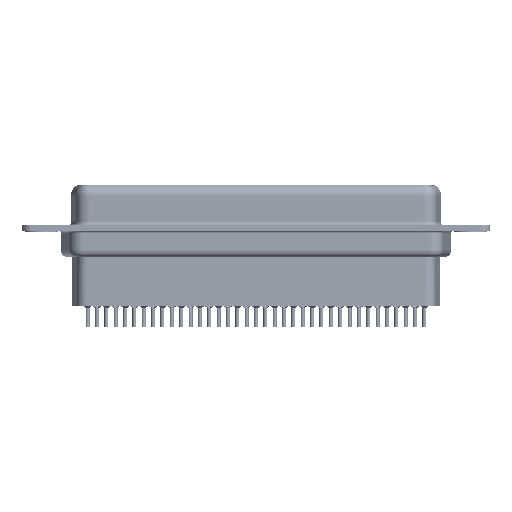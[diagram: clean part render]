
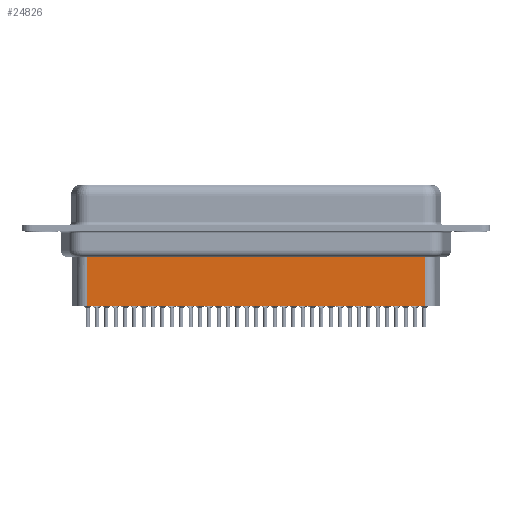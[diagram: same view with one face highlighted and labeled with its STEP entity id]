
A CAD part, front view. The second image highlights one B-rep face of the part: STEP entity #24826.
In plain terms, the highlighted planar face has unit normal (0, -1, 0).
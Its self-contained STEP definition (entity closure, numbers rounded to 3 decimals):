
#89 = VERTEX_POINT ( 'NONE', #17260 ) ;
#1482 = EDGE_CURVE ( 'NONE', #7642, #89, #17771, .T. ) ;
#4160 = DIRECTION ( 'NONE',  ( 1., 0., 0. ) ) ;
#4617 = DIRECTION ( 'NONE',  ( -1., 0., 0. ) ) ;
#4664 = LINE ( 'NONE', #7484, #22556 ) ;
#5121 = CARTESIAN_POINT ( 'NONE',  ( 6.459, -3.5, -4.097 ) ) ;
#5449 = EDGE_CURVE ( 'NONE', #7642, #12133, #14013, .T. ) ;
#6071 = VECTOR ( 'NONE', #26059, 1000. ) ;
#6210 = EDGE_CURVE ( 'NONE', #12133, #14712, #4664, .T. ) ;
#7484 = CARTESIAN_POINT ( 'NONE',  ( 6.706, -3.5, -3.1 ) ) ;
#7642 = VERTEX_POINT ( 'NONE', #9426 ) ;
#9000 = CARTESIAN_POINT ( 'NONE',  ( 6.706, -3.5, -11.45 ) ) ;
#9426 = CARTESIAN_POINT ( 'NONE',  ( 56.794, -3.5, -4.097 ) ) ;
#9904 = ORIENTED_EDGE ( 'NONE', *, *, #1482, .F. ) ;
#9967 = DIRECTION ( 'NONE',  ( 0., 0., -1. ) ) ;
#10342 = ORIENTED_EDGE ( 'NONE', *, *, #5449, .T. ) ;
#11585 = VECTOR ( 'NONE', #20742, 1000. ) ;
#11832 = FACE_OUTER_BOUND ( 'NONE', #17905, .T. ) ;
#12133 = VERTEX_POINT ( 'NONE', #20148 ) ;
#13149 = CARTESIAN_POINT ( 'NONE',  ( 6.706, -3.5, -3.1 ) ) ;
#14013 = LINE ( 'NONE', #5121, #25464 ) ;
#14712 = VERTEX_POINT ( 'NONE', #9000 ) ;
#16434 = ORIENTED_EDGE ( 'NONE', *, *, #6210, .T. ) ;
#17260 = CARTESIAN_POINT ( 'NONE',  ( 56.794, -3.5, -11.45 ) ) ;
#17771 = LINE ( 'NONE', #29965, #11585 ) ;
#17905 = EDGE_LOOP ( 'NONE', ( #9904, #10342, #16434, #17965 ) ) ;
#17965 = ORIENTED_EDGE ( 'NONE', *, *, #27047, .F. ) ;
#18300 = DIRECTION ( 'NONE',  ( 0., -1., 0. ) ) ;
#20049 = PLANE ( 'NONE',  #23449 ) ;
#20148 = CARTESIAN_POINT ( 'NONE',  ( 6.706, -3.5, -4.097 ) ) ;
#20742 = DIRECTION ( 'NONE',  ( 0., 0., -1. ) ) ;
#22556 = VECTOR ( 'NONE', #9967, 1000. ) ;
#23449 = AXIS2_PLACEMENT_3D ( 'NONE', #13149, #18300, #4160 ) ;
#23867 = CARTESIAN_POINT ( 'NONE',  ( 6.706, -3.5, -11.45 ) ) ;
#24641 = LINE ( 'NONE', #23867, #6071 ) ;
#24826 = ADVANCED_FACE ( 'NONE', ( #11832 ), #20049, .T. ) ;
#25464 = VECTOR ( 'NONE', #4617, 1000. ) ;
#26059 = DIRECTION ( 'NONE',  ( -1., 0., 0. ) ) ;
#27047 = EDGE_CURVE ( 'NONE', #89, #14712, #24641, .T. ) ;
#29965 = CARTESIAN_POINT ( 'NONE',  ( 56.794, -3.5, -3.1 ) ) ;
